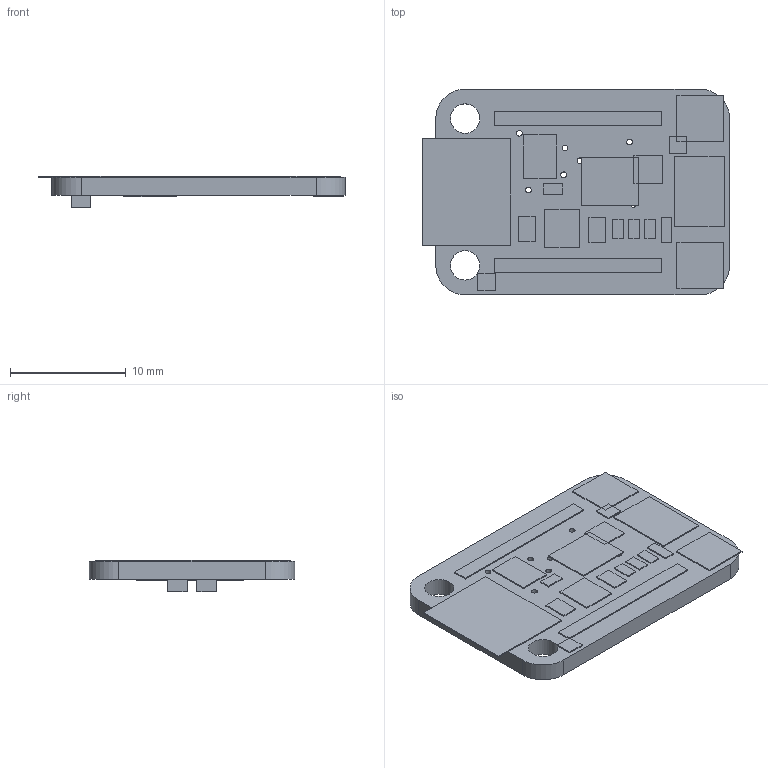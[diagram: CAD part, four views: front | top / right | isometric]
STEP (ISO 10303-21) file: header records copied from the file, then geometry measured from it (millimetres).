
FILE_DESCRIPTION(/* description */ (''),/* implementation_level */ '2;1');
FILE_NAME(/* name */ '5f720441-06d6-484c-8f13-6814246ae50b.stp',/* time_stamp */ '2023-08-03T04:07:01Z',/* author */ (''),/* organization */ (''),/* preprocessor_version */ 'ST-DEVELOPER v20',/* originating_system */ 'Autodesk Translation Framework v12.9.0.99',/* authorisation */ '');
FILE_SCHEMA (('AUTOMOTIVE_DESIGN { 1 0 10303 214 3 1 1 }'));
Length unit declared in the file: millimetre
Products named in the file (18): 5f720441-06d6-484c-8f13-6814246ae50b; PCB Component; Board; 10uF; 1uF; green; MOUNTINGHOLE2.5; FIDUCIAL_1MM; TPTP17R; USBC; STEMMA_I2C_QT; AP2112-3.3; MCP2221_ML; 5.1K; SOLDERJUMPER_2WAY_OPEN_NOPASTE; 1X06_ROUND_70; ADAFRUIT_2.5MM; STEMMAQT
Assembly tree (25 placements, depth 3):
  5f720441-06d6-484c-8f13-6814246ae50b
    PCB Component
      Board
      10uF  x2
      1uF  x4
      green
      MOUNTINGHOLE2.5  x2
      FIDUCIAL_1MM  x2
      TPTP17R  x2
      USBC
      STEMMA_I2C_QT
      AP2112-3.3
      MCP2221_ML
      5.1K
      SOLDERJUMPER_2WAY_OPEN_NOPASTE
      1X06_ROUND_70  x2
      ADAFRUIT_2.5MM
      STEMMAQT
Bounding box: 26.54 x 17.78 x 2.75 mm (x, y, z)
Volume: 676.1 mm3; surface area: 1713.3 mm2
Topology: 24 solids, 24 shells, 198 faces, 450 edges, 300 vertices
Faces by surface type: plane 152, cylinder 46
Full cylindrical faces by diameter (mm): 0.5 x16, 0.65 x2, 1 x12, 2.5 x2, 2.54 x2
Entity records: 5183 total; most frequent: DIRECTION 832, CARTESIAN_POINT 783, ORIENTED_EDGE 708, EDGE_CURVE 354, AXIS2_PLACEMENT_3D 285, LINE 262, VECTOR 262, VERTEX_POINT 236
